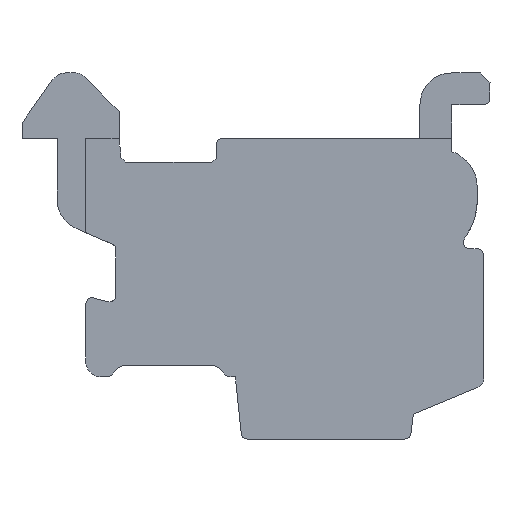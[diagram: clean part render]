
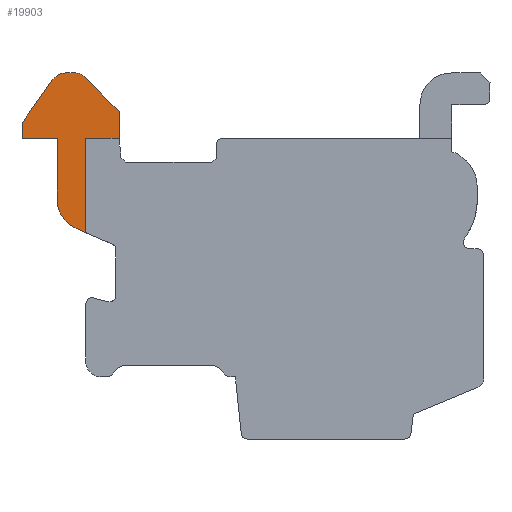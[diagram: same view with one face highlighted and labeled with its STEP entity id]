
A CAD part, front view. The second image highlights one B-rep face of the part: STEP entity #19903.
In plain terms, the highlighted planar face has unit normal (0, -1, 0).
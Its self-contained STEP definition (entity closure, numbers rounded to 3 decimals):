
#275=DIRECTION('',(0.916,0.,-0.401));
#276=VECTOR('',#275,0.328);
#277=CARTESIAN_POINT('',(-5.671,-82.9,
0.645));
#278=LINE('',#277,#276);
#5225=DIRECTION('',(-1.,0.,0.));
#5226=VECTOR('',#5225,1.1);
#5227=CARTESIAN_POINT('',(-6.27,-82.9,
3.476));
#5228=LINE('',#5227,#5226);
#5429=DIRECTION('',(0.,0.,1.));
#5430=VECTOR('',#5429,1.914);
#5431=CARTESIAN_POINT('',(-6.27,-82.9,
1.561));
#5432=LINE('',#5431,#5430);
#5663=CARTESIAN_POINT('',(-5.27,-82.9,
1.561));
#5664=DIRECTION('',(0.,1.,0.));
#5665=DIRECTION('',(-0.401,0.,-0.916));
#5666=AXIS2_PLACEMENT_3D('',#5663,#5664,#5665);
#5711=DIRECTION('',(0.,0.,-1.));
#5712=VECTOR('',#5711,0.845);
#5713=CARTESIAN_POINT('',(-4.32,-82.9,
4.32));
#5714=LINE('',#5713,#5712);
#6556=DIRECTION('',(0.,0.,1.));
#6557=VECTOR('',#6556,2.963);
#6558=CARTESIAN_POINT('',(-5.37,-82.9,
0.513));
#6559=LINE('',#6558,#6557);
#6564=CARTESIAN_POINT('',(-4.32,-82.9,
3.476));
#6565=CARTESIAN_POINT('',(-4.67,-82.9,
3.476));
#6566=CARTESIAN_POINT('',(-5.02,-82.9,
3.477));
#6567=CARTESIAN_POINT('',(-5.37,-82.9,
3.477));
#6749=DIRECTION('',(0.,0.,1.));
#6750=VECTOR('',#6749,0.475);
#6751=CARTESIAN_POINT('',(-7.37,-82.9,
3.475));
#6752=LINE('',#6751,#6750);
#6953=DIRECTION('',(0.575,0.,0.818));
#6954=VECTOR('',#6953,1.666);
#6955=CARTESIAN_POINT('',(-7.37,-82.9,
3.95));
#6956=LINE('',#6955,#6954);
#7187=CARTESIAN_POINT('',(-6.003,-82.9,
5.025));
#7188=DIRECTION('',(0.,1.,0.));
#7189=DIRECTION('',(-0.818,0.,0.575));
#7190=AXIS2_PLACEMENT_3D('',#7187,#7188,#7189);
#7395=DIRECTION('',(1.,0.,0.));
#7396=VECTOR('',#7395,0.312);
#7397=CARTESIAN_POINT('',(-6.003,-82.9,
5.525));
#7398=LINE('',#7397,#7396);
#7629=CARTESIAN_POINT('',(-5.691,-82.9,
5.125));
#7630=DIRECTION('',(0.,1.,0.));
#7631=DIRECTION('',(0.,0.,1.));
#7632=AXIS2_PLACEMENT_3D('',#7629,#7630,#7631);
#7837=DIRECTION('',(0.707,0.,-0.707));
#7838=VECTOR('',#7837,1.538);
#7839=CARTESIAN_POINT('',(-5.408,-82.9,
5.408));
#7840=LINE('',#7839,#7838);
#10273=CARTESIAN_POINT('',(-7.37,-82.9,
3.475));
#10274=CARTESIAN_POINT('',(-7.37,-82.9,
3.95));
#10275=VERTEX_POINT('',#10273);
#10276=VERTEX_POINT('',#10274);
#10277=CARTESIAN_POINT('',(-6.412,-82.9,
5.313));
#10278=VERTEX_POINT('',#10277);
#10279=CARTESIAN_POINT('',(-6.003,-82.9,
5.525));
#10280=VERTEX_POINT('',#10279);
#10281=CARTESIAN_POINT('',(-5.691,-82.9,
5.525));
#10282=VERTEX_POINT('',#10281);
#10283=CARTESIAN_POINT('',(-5.408,-82.9,
5.408));
#10284=VERTEX_POINT('',#10283);
#10285=CARTESIAN_POINT('',(-4.32,-82.9,
4.32));
#10286=VERTEX_POINT('',#10285);
#10287=CARTESIAN_POINT('',(-4.32,-82.9,
3.476));
#10288=VERTEX_POINT('',#10287);
#11661=CARTESIAN_POINT('',(-5.671,-82.9,
0.645));
#11662=CARTESIAN_POINT('',(-5.37,-82.9,
0.513));
#11663=VERTEX_POINT('',#11661);
#11664=VERTEX_POINT('',#11662);
#11667=CARTESIAN_POINT('',(-6.27,-82.9,
1.561));
#11668=VERTEX_POINT('',#11667);
#11669=CARTESIAN_POINT('',(-6.27,-82.9,
3.476));
#11670=VERTEX_POINT('',#11669);
#11671=CARTESIAN_POINT('',(-5.37,-82.9,
3.477));
#11673=VERTEX_POINT('',#11671);
#19877=CARTESIAN_POINT('',(7.33,-82.9,
3.475));
#19878=DIRECTION('',(0.,1.,0.));
#19879=DIRECTION('',(0.,0.,1.));
#19880=AXIS2_PLACEMENT_3D('',#19877,#19878,#19879);
#19881=PLANE('',#19880);
#19882=ORIENTED_EDGE('',*,*,#16288,.T.);
#19883=ORIENTED_EDGE('',*,*,#19853,.F.);
#19884=ORIENTED_EDGE('',*,*,#11909,.F.);
#19885=ORIENTED_EDGE('',*,*,#19220,.T.);
#19886=ORIENTED_EDGE('',*,*,#18985,.T.);
#19887=ORIENTED_EDGE('',*,*,#18733,.T.);
#19889=ORIENTED_EDGE('',*,*,#19888,.T.);
#19891=ORIENTED_EDGE('',*,*,#19890,.T.);
#19893=ORIENTED_EDGE('',*,*,#19892,.T.);
#19895=ORIENTED_EDGE('',*,*,#19894,.T.);
#19897=ORIENTED_EDGE('',*,*,#19896,.T.);
#19899=ORIENTED_EDGE('',*,*,#19898,.T.);
#19900=ORIENTED_EDGE('',*,*,#19314,.T.);
#19901=EDGE_LOOP('',(#19882,#19883,#19884,#19885,#19886,#19887,#19889,#19891,
#19893,#19895,#19897,#19899,#19900));
#19902=FACE_OUTER_BOUND('',#19901,.F.);
#19903=ADVANCED_FACE('',(#19902),#19881,.F.);
#5667=CIRCLE('',#5666,1.);
#6568=B_SPLINE_CURVE_WITH_KNOTS('',3,(#6564,#6565,#6566,#6567),.UNSPECIFIED.,
.F.,.F.,(4,4),(0.,1.),.UNSPECIFIED.);
#7191=CIRCLE('',#7190,0.5);
#7633=CIRCLE('',#7632,0.4);
#11909=EDGE_CURVE('',#11663,#11664,#278,.T.);
#16288=EDGE_CURVE('',#10288,#11673,#6568,.T.);
#18733=EDGE_CURVE('',#11670,#10275,#5228,.T.);
#18985=EDGE_CURVE('',#11668,#11670,#5432,.T.);
#19220=EDGE_CURVE('',#11663,#11668,#5667,.T.);
#19314=EDGE_CURVE('',#10286,#10288,#5714,.T.);
#19853=EDGE_CURVE('',#11664,#11673,#6559,.T.);
#19888=EDGE_CURVE('',#10275,#10276,#6752,.T.);
#19890=EDGE_CURVE('',#10276,#10278,#6956,.T.);
#19892=EDGE_CURVE('',#10278,#10280,#7191,.T.);
#19894=EDGE_CURVE('',#10280,#10282,#7398,.T.);
#19896=EDGE_CURVE('',#10282,#10284,#7633,.T.);
#19898=EDGE_CURVE('',#10284,#10286,#7840,.T.);
